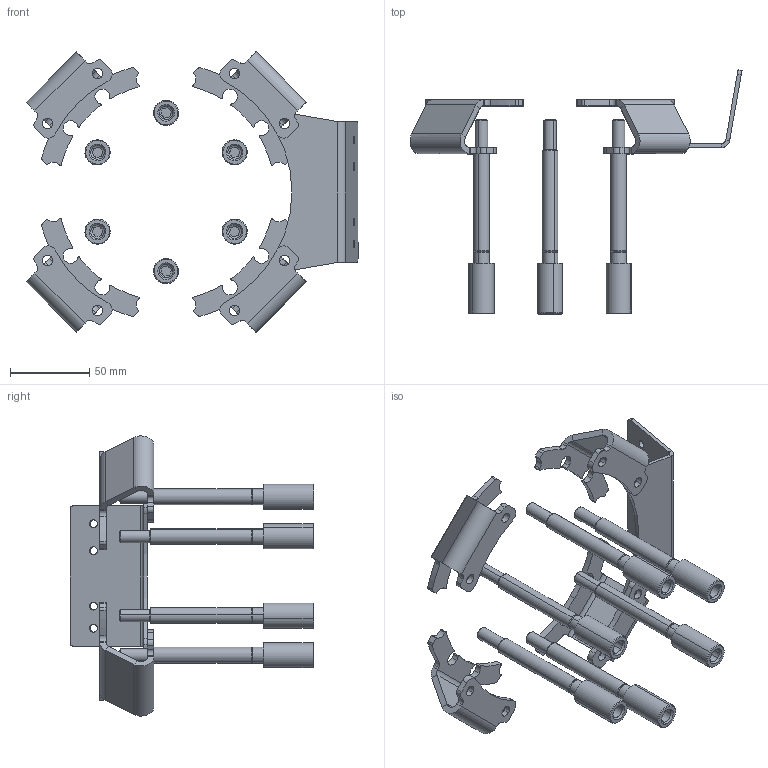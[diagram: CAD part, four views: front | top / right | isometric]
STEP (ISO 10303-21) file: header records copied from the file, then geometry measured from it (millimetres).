
FILE_DESCRIPTION (( 'STEP AP203' ), '1' );
FILE_NAME ('P4121-3.STEP', '2020-05-26T10:11:30', ( '' ), ( '' ), 'SwSTEP 2.0', 'SolidWorks 2019', '' );
FILE_SCHEMA (( 'CONFIG_CONTROL_DESIGN' ));
Length unit declared in the file: millimetre
Products named in the file (1): P4121-3
Bounding box: 209.73 x 154.03 x 176.99 mm (x, y, z)
Volume: 152757 mm3; surface area: 86771.7 mm2
Topology: 17 solids, 17 shells, 510 faces, 1206 edges, 748 vertices
Faces by surface type: cylinder 257, plane 169, cone 72, torus 12
Entity records: 15029 total; most frequent: DIRECTION 2790, CARTESIAN_POINT 2741, ORIENTED_EDGE 2412, EDGE_CURVE 1206, AXIS2_PLACEMENT_3D 1109, VERTEX_POINT 748, CIRCLE 598, VECTOR 572
